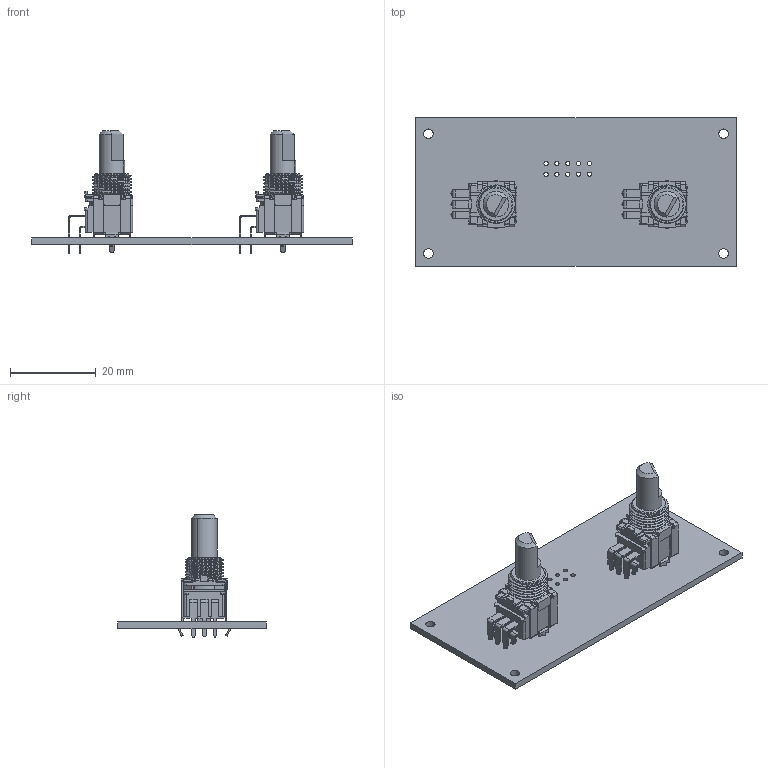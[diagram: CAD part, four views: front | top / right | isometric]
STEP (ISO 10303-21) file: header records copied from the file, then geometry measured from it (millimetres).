
FILE_DESCRIPTION(('FreeCAD Model'),'2;1');
FILE_NAME('Open CASCADE Shape Model','2024-07-28T09:08:09',('Author'),( ''),'Open CASCADE STEP processor 7.6','FreeCAD','Unknown');
FILE_SCHEMA(('AUTOMOTIVE_DESIGN { 1 0 10303 214 1 1 1 1 }'));
Length unit declared in the file: millimetre
Products named in the file (5): 112VU 1; RK09L12-F15V; 112VU 1.1.1; RK09L12-F15V001; _autosave-111VU_PCB
Assembly tree (5 placements, depth 3):
  112VU 1
    RK09L12-F15V
      112VU 1.1.1
    RK09L12-F15V001
      112VU 1.1.1
    _autosave-111VU_PCB
Bounding box: 75 x 34.75 x 28.64 mm (x, y, z)
Volume: 7153.4 mm3; surface area: 8562.2 mm2
Topology: 3 solids, 3 shells, 936 faces, 2586 edges, 1656 vertices
Faces by surface type: plane 574, cylinder 334, bspline 14, cone 6, revolution 4, torus 4
Full cylindrical faces by diameter (mm): 1 x22, 2.2 x4
Entity records: 18030 total; most frequent: CARTESIAN_POINT 5107, ORIENTED_EDGE 2724, DIRECTION 2633, EDGE_CURVE 1362, LINE 945, VECTOR 945, VERTEX_POINT 874, AXIS2_PLACEMENT_3D 843
